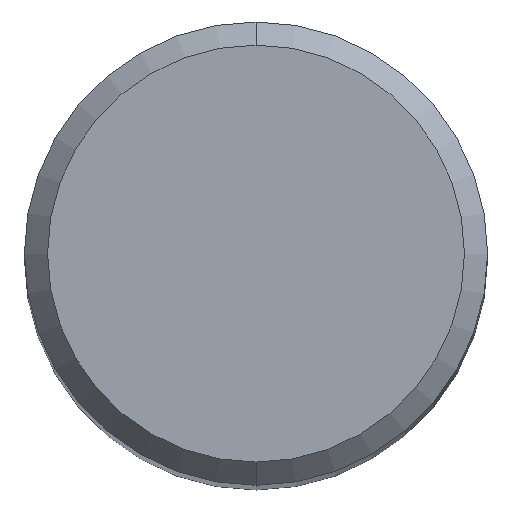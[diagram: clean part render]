
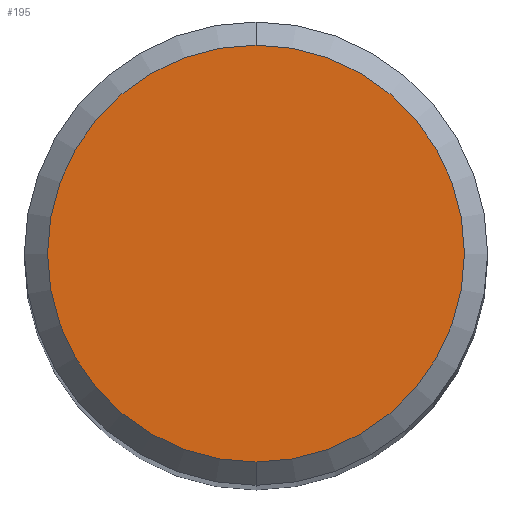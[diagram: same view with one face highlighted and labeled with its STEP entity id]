
A CAD part, top view. The second image highlights one B-rep face of the part: STEP entity #195.
In plain terms, the highlighted planar face has unit normal (0, 0, 1).
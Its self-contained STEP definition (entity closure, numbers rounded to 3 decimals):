
#133=EDGE_CURVE('',#157,#229,#290,.T.);
#157=VERTEX_POINT('',#318);
#195=ADVANCED_FACE('',(#360),#361,.T.);
#199=EDGE_CURVE('',#229,#157,#365,.T.);
#229=VERTEX_POINT('',#397);
#290=CIRCLE('',#462,3.6);
#318=CARTESIAN_POINT('',(0.,-3.6,0.0));
#360=FACE_OUTER_BOUND('',#546,.T.);
#361=PLANE('',#547);
#365=CIRCLE('',#554,3.6);
#397=CARTESIAN_POINT('',(0.0,3.6,0.0));
#462=AXIS2_PLACEMENT_3D('',#666,#667,#668);
#546=EDGE_LOOP('',(#751,#752));
#547=AXIS2_PLACEMENT_3D('',#753,#754,#755);
#554=AXIS2_PLACEMENT_3D('',#757,#758,#759);
#666=CARTESIAN_POINT('',(0.0,0.0,0.0));
#667=DIRECTION('',(0.0,0.0,-1.0));
#668=DIRECTION('',(0.0,1.0,0.0));
#751=ORIENTED_EDGE('',*,*,#199,.F.);
#752=ORIENTED_EDGE('',*,*,#133,.F.);
#753=CARTESIAN_POINT('',(0.0,1.8,0.0));
#754=DIRECTION('',(-0.0,0.0,1.0));
#755=DIRECTION('',(0.0,-1.0,0.0));
#757=CARTESIAN_POINT('',(0.0,0.0,0.0));
#758=DIRECTION('',(0.0,0.0,-1.0));
#759=DIRECTION('',(0.0,1.0,0.0));
